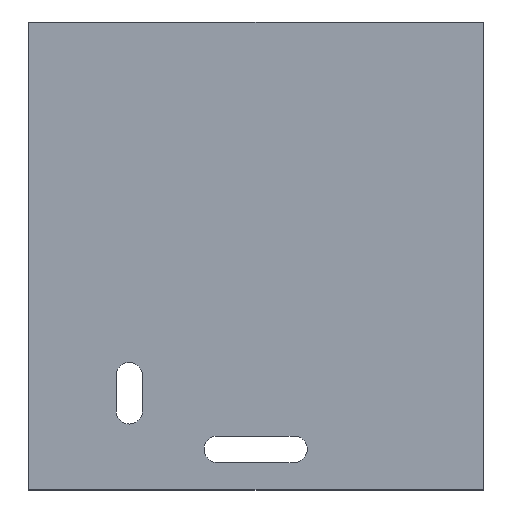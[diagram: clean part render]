
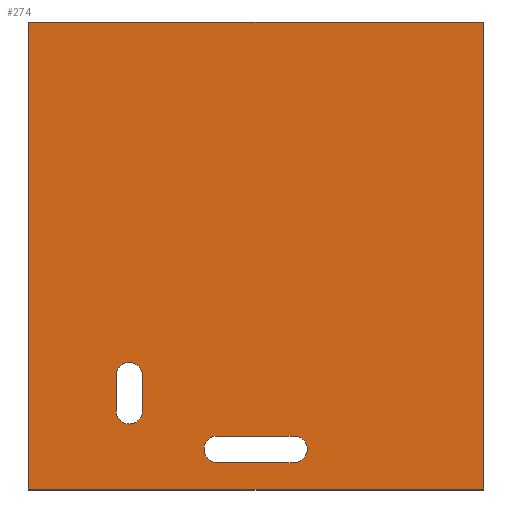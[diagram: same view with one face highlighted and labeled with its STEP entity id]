
A CAD part, top view. The second image highlights one B-rep face of the part: STEP entity #274.
In plain terms, the highlighted planar face has unit normal (0, 0, 1).
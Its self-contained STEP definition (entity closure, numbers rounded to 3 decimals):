
#17=FACE_BOUND('',#61,.T.);
#18=FACE_BOUND('',#62,.T.);
#19=CIRCLE('',#291,15.);
#21=CIRCLE('',#295,15.);
#23=CIRCLE('',#299,15.);
#25=CIRCLE('',#303,15.);
#44=FACE_OUTER_BOUND('',#60,.T.);
#60=EDGE_LOOP('',(#239,#240,#241,#242));
#61=EDGE_LOOP('',(#243,#244,#245,#246));
#62=EDGE_LOOP('',(#247,#248,#249,#250));
#63=LINE('',#389,#91);
#68=LINE('',#403,#96);
#71=LINE('',#413,#99);
#76=LINE('',#427,#104);
#79=LINE('',#437,#107);
#83=LINE('',#445,#111);
#86=LINE('',#451,#114);
#89=LINE('',#456,#117);
#91=VECTOR('',#315,10.);
#96=VECTOR('',#328,10.);
#99=VECTOR('',#339,10.);
#104=VECTOR('',#352,10.);
#107=VECTOR('',#363,10.);
#111=VECTOR('',#369,10.);
#114=VECTOR('',#374,10.);
#117=VECTOR('',#379,10.);
#119=VERTEX_POINT('',#387);
#120=VERTEX_POINT('',#388);
#123=VERTEX_POINT('',#396);
#125=VERTEX_POINT('',#402);
#127=VERTEX_POINT('',#411);
#128=VERTEX_POINT('',#412);
#131=VERTEX_POINT('',#420);
#133=VERTEX_POINT('',#426);
#135=VERTEX_POINT('',#435);
#136=VERTEX_POINT('',#436);
#139=VERTEX_POINT('',#444);
#141=VERTEX_POINT('',#450);
#143=EDGE_CURVE('',#119,#120,#63,.T.);
#147=EDGE_CURVE('',#123,#119,#19,.T.);
#150=EDGE_CURVE('',#125,#123,#68,.T.);
#153=EDGE_CURVE('',#120,#125,#21,.T.);
#155=EDGE_CURVE('',#127,#128,#71,.T.);
#159=EDGE_CURVE('',#131,#127,#23,.T.);
#162=EDGE_CURVE('',#133,#131,#76,.T.);
#165=EDGE_CURVE('',#128,#133,#25,.T.);
#167=EDGE_CURVE('',#135,#136,#79,.T.);
#171=EDGE_CURVE('',#136,#139,#83,.T.);
#174=EDGE_CURVE('',#139,#141,#86,.T.);
#177=EDGE_CURVE('',#141,#135,#89,.T.);
#239=ORIENTED_EDGE('',*,*,#177,.T.);
#240=ORIENTED_EDGE('',*,*,#167,.T.);
#241=ORIENTED_EDGE('',*,*,#171,.T.);
#242=ORIENTED_EDGE('',*,*,#174,.T.);
#243=ORIENTED_EDGE('',*,*,#165,.F.);
#244=ORIENTED_EDGE('',*,*,#155,.F.);
#245=ORIENTED_EDGE('',*,*,#159,.F.);
#246=ORIENTED_EDGE('',*,*,#162,.F.);
#247=ORIENTED_EDGE('',*,*,#153,.F.);
#248=ORIENTED_EDGE('',*,*,#143,.F.);
#249=ORIENTED_EDGE('',*,*,#147,.F.);
#250=ORIENTED_EDGE('',*,*,#150,.F.);
#260=PLANE('',#310);
#274=ADVANCED_FACE('',(#44,#17,#18),#260,.F.);
#291=AXIS2_PLACEMENT_3D('',#397,#321,#322);
#295=AXIS2_PLACEMENT_3D('',#408,#333,#334);
#299=AXIS2_PLACEMENT_3D('',#421,#345,#346);
#303=AXIS2_PLACEMENT_3D('',#432,#357,#358);
#310=AXIS2_PLACEMENT_3D('',#459,#383,#384);
#315=DIRECTION('',(1.,0.,0.));
#321=DIRECTION('center_axis',(0.,0.,
1.));
#322=DIRECTION('ref_axis',(0.,-1.,0.));
#328=DIRECTION('',(-1.,0.,0.));
#333=DIRECTION('center_axis',(0.,0.,
1.));
#334=DIRECTION('ref_axis',(0.,1.,0.));
#339=DIRECTION('',(0.,1.,0.));
#345=DIRECTION('center_axis',(0.,0.,
1.));
#346=DIRECTION('ref_axis',(1.,0.,0.));
#352=DIRECTION('',(0.,-1.,0.));
#357=DIRECTION('center_axis',(0.,0.,
1.));
#358=DIRECTION('ref_axis',(-1.,0.,0.));
#363=DIRECTION('',(0.,1.,0.));
#369=DIRECTION('',(-1.,0.,0.));
#374=DIRECTION('',(0.,-1.,0.));
#379=DIRECTION('',(1.,0.,0.));
#383=DIRECTION('center_axis',(0.,0.,
-1.));
#384=DIRECTION('ref_axis',(-1.,0.,0.));
#387=CARTESIAN_POINT('',(201.,31.25,-6.));
#388=CARTESIAN_POINT('',(288.25,31.25,-6.));
#389=CARTESIAN_POINT('',(288.25,31.25,-6.));
#396=CARTESIAN_POINT('',(201.,61.25,-6.));
#397=CARTESIAN_POINT('Origin',(201.,46.25,-6.));
#402=CARTESIAN_POINT('',(288.25,61.25,-6.));
#403=CARTESIAN_POINT('',(201.,61.25,-6.));
#408=CARTESIAN_POINT('Origin',(288.25,46.25,-6.));
#411=CARTESIAN_POINT('',(116.,90.,-6.));
#412=CARTESIAN_POINT('',(116.,130.,-6.));
#413=CARTESIAN_POINT('',(116.,90.,-6.));
#420=CARTESIAN_POINT('',(86.,90.,-6.));
#421=CARTESIAN_POINT('Origin',(101.,90.,-6.));
#426=CARTESIAN_POINT('',(86.,130.,-6.));
#427=CARTESIAN_POINT('',(86.,130.,-6.));
#432=CARTESIAN_POINT('Origin',(101.,130.,-6.));
#435=CARTESIAN_POINT('',(503.5,0.,-6.));
#436=CARTESIAN_POINT('',(503.5,532.,-6.));
#437=CARTESIAN_POINT('',(503.5,0.,-6.));
#444=CARTESIAN_POINT('',(-13.5,532.,-6.));
#445=CARTESIAN_POINT('',(503.5,532.,-6.));
#450=CARTESIAN_POINT('',(-13.5,0.,-6.));
#451=CARTESIAN_POINT('',(-13.5,532.,-6.));
#456=CARTESIAN_POINT('',(-13.5,0.,-6.));
#459=CARTESIAN_POINT('Origin',(245.,266.,-6.));
